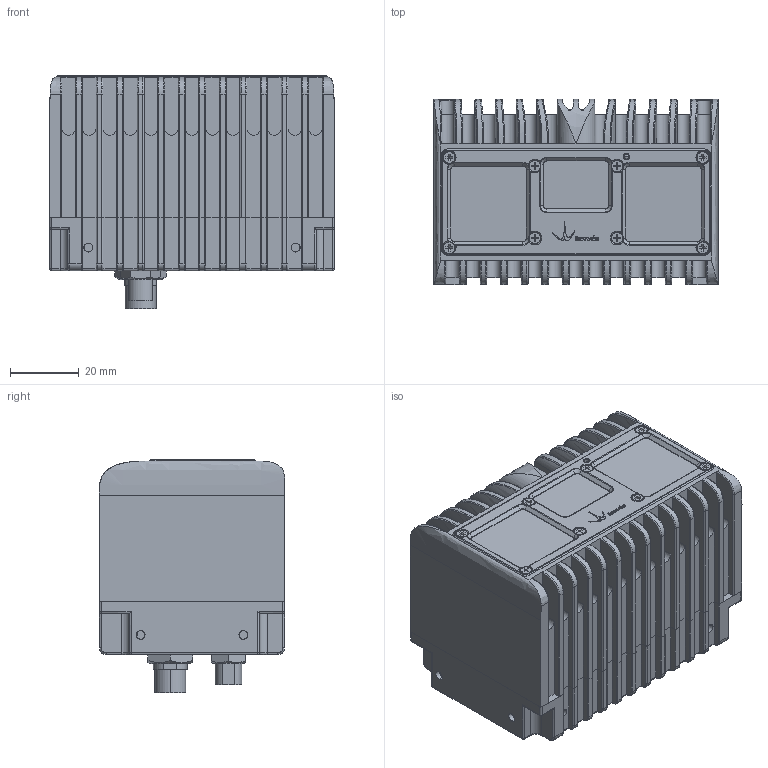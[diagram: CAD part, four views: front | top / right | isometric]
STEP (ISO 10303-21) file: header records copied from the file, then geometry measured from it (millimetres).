
FILE_DESCRIPTION((''),'2;1');
FILE_NAME('001-CE30-D-ALL_ASM_ASM','2018-02-27T',('Benewake賦凳001'),(''),'CREO PARAMETRIC BY PTC INC, 2015380','CREO PARAMETRIC BY PTC INC, 2015380','');
FILE_SCHEMA(('CONFIG_CONTROL_DESIGN'));
Length unit declared in the file: millimetre
Products named in the file (26): QIANKE-CE30D_1135; ZHUZHUANGJING_46; JIESHOUMIANBAN_42; ZHUANGSHIBAN_194; LOGO_22_1; LOGO_22_2; LOGO_22_3; LOGO_22_4; LOGO_22_5; LOGO_22_6; LOGO_22_7; LOGO_22_8; LOGO_22_9; LOGO_22_10; LOGO_22_ASM; HOUGAI-CE30D_681; -3_16; 鼠芛_18; 絳嫖_24; 坶踡_16; 坶踡蹟_14; GB819-M2X5_12; GB818_M2_5X8_18; GB818_M2X5_7; 001-CE30-D-ALL_ASM_2363_ASM; 001-CE30-D-ALL_ASM_ASM
Assembly tree (35 placements, depth 4):
  001-CE30-D-ALL_ASM_ASM
    001-CE30-D-ALL_ASM_2363_ASM
      QIANKE-CE30D_1135
      ZHUZHUANGJING_46  x2
      JIESHOUMIANBAN_42
      ZHUANGSHIBAN_194
      LOGO_22_ASM
        LOGO_22_1
        LOGO_22_2
        LOGO_22_3
        LOGO_22_4
        LOGO_22_5
        LOGO_22_6
        LOGO_22_7
        LOGO_22_8
        LOGO_22_9
        LOGO_22_10
      HOUGAI-CE30D_681
      -3_16
      鼠芛_18
      絳嫖_24  x2
      坶踡_16
      坶踡蹟_14
      GB819-M2X5_12  x8
      GB818_M2_5X8_18
      GB818_M2X5_7  x2
Bounding box: 83 x 54 x 68.12 mm (x, y, z)
Volume: 228705.2 mm3; surface area: 60414.2 mm2
Topology: 33 solids, 43 shells, 1761 faces, 4497 edges, 2844 vertices
Faces by surface type: plane 688, cylinder 644, cone 132, torus 115, bspline 86, extrusion 82, sphere 14
Entity records: 54618 total; most frequent: CARTESIAN_POINT 18294, ORIENTED_EDGE 7526, DIRECTION 7468, EDGE_CURVE 3763, AXIS2_PLACEMENT_3D 2735, VERTEX_POINT 2394, VECTOR 1998, LINE 1916
